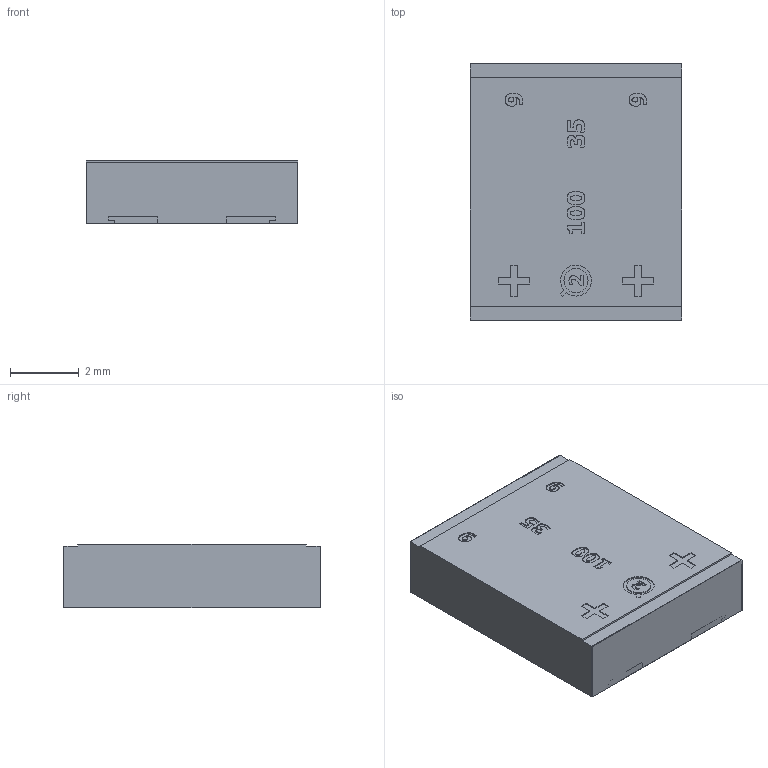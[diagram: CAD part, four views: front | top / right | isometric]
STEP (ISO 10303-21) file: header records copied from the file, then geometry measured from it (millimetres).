
FILE_DESCRIPTION(/* description */ ('(T52) M9-CASE'),/* implementation_level */ '2;1');
FILE_NAME(/* name */ '(T52) M9-CASE.stp',/* time_stamp */ '2024-07-09T11:17:57+03:00',/* author */ ('EPetuhov'),/* organization */ (''),/* preprocessor_version */ 'ST-DEVELOPER v20',/* originating_system */ 'Autodesk Inventor 2024',/* authorisation */ '');
FILE_SCHEMA (('AUTOMOTIVE_DESIGN { 1 0 10303 214 3 1 1 }'));
Length unit declared in the file: millimetre
Products named in the file (6): (T52) M9-CASE; T52_M1-Case; T52_M9-Case_Anode+; T52_M9-Case_Cathode-; T52_M9-Case_AnodeSideTermination+; T52_M9-Case_CathodeSideTermination-
Assembly tree (5 placements, depth 2):
  (T52) M9-CASE
    T52_M1-Case
    T52_M9-Case_Anode+
    T52_M9-Case_Cathode-
    T52_M9-Case_AnodeSideTermination+
    T52_M9-Case_CathodeSideTermination-
Bounding box: 6.15 x 7.49 x 1.84 mm (x, y, z)
Volume: 84.4 mm3; surface area: 284.5 mm2
Topology: 5 solids, 5 shells, 335 faces, 923 edges, 614 vertices
Faces by surface type: plane 177, bspline 110, cylinder 48
Full cylindrical faces by diameter (mm): 0.4 x10, 0.7 x1
Entity records: 11864 total; most frequent: CARTESIAN_POINT 3439, ORIENTED_EDGE 1846, DIRECTION 1271, EDGE_CURVE 923, VERTEX_POINT 614, LINE 607, VECTOR 607, EDGE_LOOP 371
